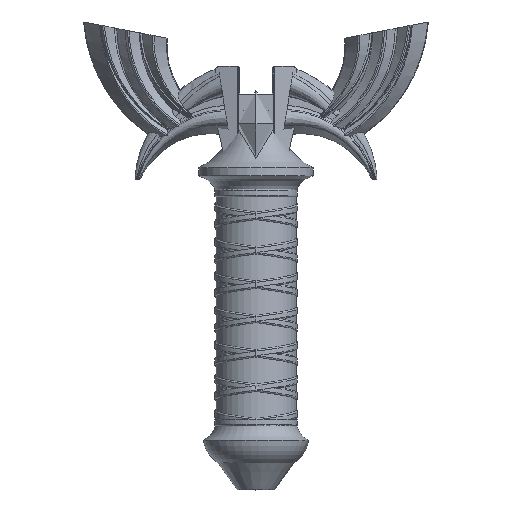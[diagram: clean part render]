
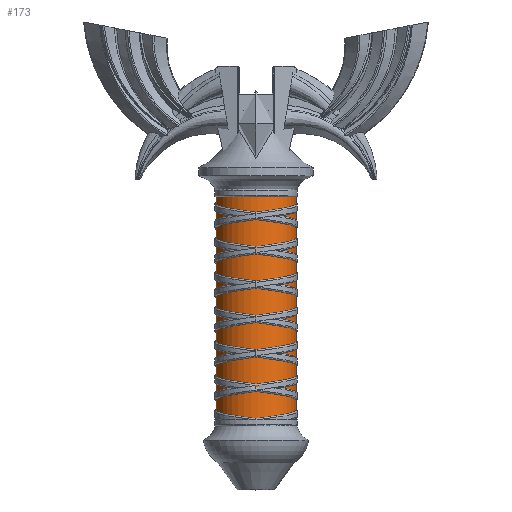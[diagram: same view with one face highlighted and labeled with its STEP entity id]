
A CAD part, top view. The second image highlights one B-rep face of the part: STEP entity #173.
In plain terms, the highlighted cylindrical face has radius 17.5 mm (diameter 35 mm), a partial arc.
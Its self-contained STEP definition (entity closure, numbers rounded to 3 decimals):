
#58 = VERTEX_POINT('',#59);
#59 = CARTESIAN_POINT('',(17.5,50.,0.));
#76 = VERTEX_POINT('',#77);
#77 = CARTESIAN_POINT('',(-12.738,50.,-12.));
#106 = EDGE_CURVE('',#58,#76,#107,.T.);
#107 = CIRCLE('',#108,17.5);
#108 = AXIS2_PLACEMENT_3D('',#109,#110,#111);
#109 = CARTESIAN_POINT('',(0.,50.,0.));
#110 = DIRECTION('',(0.,-1.,0.));
#111 = DIRECTION('',(1.,0.,0.));
#131 = EDGE_CURVE('',#132,#58,#134,.T.);
#132 = VERTEX_POINT('',#133);
#133 = CARTESIAN_POINT('',(12.738,50.,-12.));
#134 = CIRCLE('',#135,17.5);
#135 = AXIS2_PLACEMENT_3D('',#136,#137,#138);
#136 = CARTESIAN_POINT('',(0.,50.,0.));
#137 = DIRECTION('',(0.,-1.,0.));
#138 = DIRECTION('',(1.,0.,0.));
#173 = ADVANCED_FACE('',(#174),#210,.T.);
#174 = FACE_BOUND('',#175,.T.);
#175 = EDGE_LOOP('',(#176,#187,#193,#194,#195,#203));
#176 = ORIENTED_EDGE('',*,*,#177,.F.);
#177 = EDGE_CURVE('',#178,#180,#182,.T.);
#178 = VERTEX_POINT('',#179);
#179 = CARTESIAN_POINT('',(12.738,-50.,-12.));
#180 = VERTEX_POINT('',#181);
#181 = CARTESIAN_POINT('',(17.5,-50.,0.));
#182 = CIRCLE('',#183,17.5);
#183 = AXIS2_PLACEMENT_3D('',#184,#185,#186);
#184 = CARTESIAN_POINT('',(0.,-50.,0.));
#185 = DIRECTION('',(0.,-1.,0.));
#186 = DIRECTION('',(1.,0.,0.));
#187 = ORIENTED_EDGE('',*,*,#188,.F.);
#188 = EDGE_CURVE('',#132,#178,#189,.T.);
#189 = LINE('',#190,#191);
#190 = CARTESIAN_POINT('',(12.738,50.,-12.));
#191 = VECTOR('',#192,1.);
#192 = DIRECTION('',(-0.,-1.,-0.));
#193 = ORIENTED_EDGE('',*,*,#131,.T.);
#194 = ORIENTED_EDGE('',*,*,#106,.T.);
#195 = ORIENTED_EDGE('',*,*,#196,.T.);
#196 = EDGE_CURVE('',#76,#197,#199,.T.);
#197 = VERTEX_POINT('',#198);
#198 = CARTESIAN_POINT('',(-12.738,-50.,-12.));
#199 = LINE('',#200,#201);
#200 = CARTESIAN_POINT('',(-12.738,50.,-12.));
#201 = VECTOR('',#202,1.);
#202 = DIRECTION('',(-0.,-1.,-0.));
#203 = ORIENTED_EDGE('',*,*,#204,.F.);
#204 = EDGE_CURVE('',#180,#197,#205,.T.);
#205 = CIRCLE('',#206,17.5);
#206 = AXIS2_PLACEMENT_3D('',#207,#208,#209);
#207 = CARTESIAN_POINT('',(0.,-50.,0.));
#208 = DIRECTION('',(0.,-1.,0.));
#209 = DIRECTION('',(1.,0.,0.));
#210 = CYLINDRICAL_SURFACE('',#211,17.5);
#211 = AXIS2_PLACEMENT_3D('',#212,#213,#214);
#212 = CARTESIAN_POINT('',(0.,50.,0.));
#213 = DIRECTION('',(-0.,-1.,-0.));
#214 = DIRECTION('',(1.,0.,0.));
